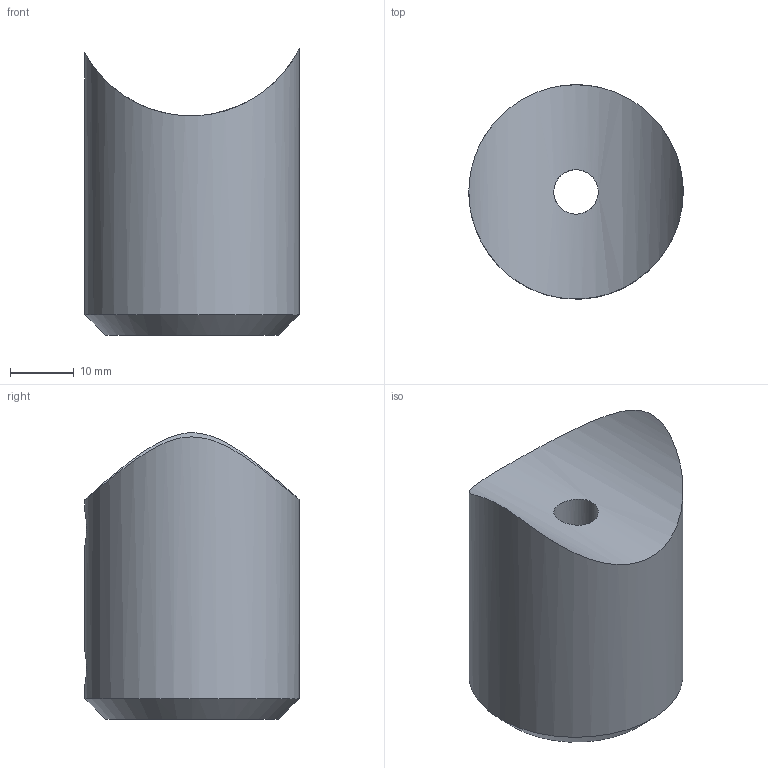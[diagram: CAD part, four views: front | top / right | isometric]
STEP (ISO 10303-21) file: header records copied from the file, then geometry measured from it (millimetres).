
FILE_DESCRIPTION(/* description */ (''),/* implementation_level */ '2;1');
FILE_NAME(/* name */ 'Traversenhalter_X208.stp',/* time_stamp */ '2017-07-24T09:26:51+02:00',/* author */ (''),/* organization */ (''),/* preprocessor_version */ 'ST-DEVELOPER v16',/* originating_system */ 'SIEMENS PLM Software NX 11.0',/* authorisation */ '');
FILE_SCHEMA (('AUTOMOTIVE_DESIGN { 1 0 10303 214 3 1 1 1 }'));
Length unit declared in the file: millimetre
Products named in the file (1): Goge29ACDC24l27c
Bounding box: 33.69 x 33.68 x 45.04 mm (x, y, z)
Volume: 16245.6 mm3; surface area: 8424.4 mm2
Topology: 1 solids, 1 shells, 32 faces, 83 edges, 55 vertices
Faces by surface type: cylinder 16, bspline 10, plane 4, cone 2
Full cylindrical faces by diameter (mm): 4 x8, 7 x1, 26.9 x1, 33.7 x1
Entity records: 6344 total; most frequent: CARTESIAN_POINT 5891, ORIENTED_EDGE 94, EDGE_CURVE 47, DIRECTION 46, EDGE_LOOP 38, B_SPLINE_CURVE_WITH_KNOTS 38, VERTEX_POINT 35, FACE_BOUND 25
